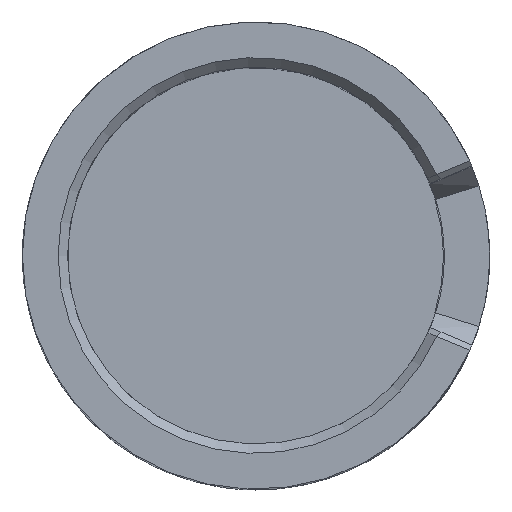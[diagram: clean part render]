
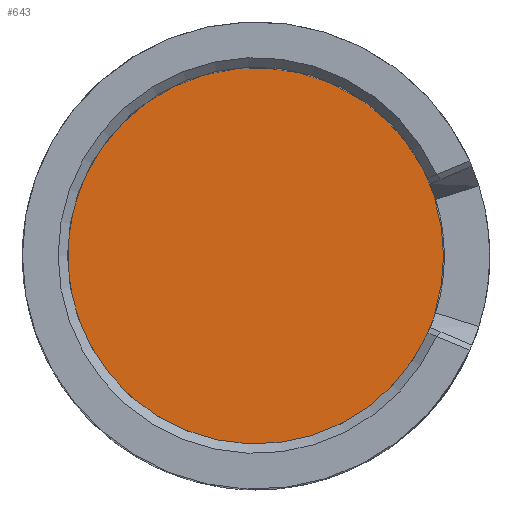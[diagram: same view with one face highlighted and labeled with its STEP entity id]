
A CAD part, top view. The second image highlights one B-rep face of the part: STEP entity #643.
In plain terms, the highlighted planar face has unit normal (0, 0, 1).
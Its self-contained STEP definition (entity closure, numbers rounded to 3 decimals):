
#270 = VERTEX_POINT('',#271);
#271 = CARTESIAN_POINT('',(9.537,3.007,17.4));
#282 = EDGE_CURVE('',#283,#270,#285,.T.);
#283 = VERTEX_POINT('',#284);
#284 = CARTESIAN_POINT('',(9.537,-3.007,17.4));
#285 = CIRCLE('',#286,10.);
#286 = AXIS2_PLACEMENT_3D('',#287,#288,#289);
#287 = CARTESIAN_POINT('',(0.,0.,17.4));
#288 = DIRECTION('',(0.,0.,-1.));
#289 = DIRECTION('',(1.,0.,0.));
#643 = ADVANCED_FACE('',(#644),#670,.F.);
#644 = FACE_BOUND('',#645,.F.);
#645 = EDGE_LOOP('',(#646,#654,#655,#663));
#646 = ORIENTED_EDGE('',*,*,#647,.F.);
#647 = EDGE_CURVE('',#283,#648,#650,.T.);
#648 = VERTEX_POINT('',#649);
#649 = CARTESIAN_POINT('',(9.489,-2.992,17.4));
#650 = LINE('',#651,#652);
#651 = CARTESIAN_POINT('',(11.921,-3.759,17.4));
#652 = VECTOR('',#653,1.);
#653 = DIRECTION('',(-0.954,0.301,0.)
  );
#654 = ORIENTED_EDGE('',*,*,#282,.T.);
#655 = ORIENTED_EDGE('',*,*,#656,.T.);
#656 = EDGE_CURVE('',#270,#657,#659,.T.);
#657 = VERTEX_POINT('',#658);
#658 = CARTESIAN_POINT('',(9.489,2.992,17.4));
#659 = LINE('',#660,#661);
#660 = CARTESIAN_POINT('',(11.921,3.759,17.4));
#661 = VECTOR('',#662,1.);
#662 = DIRECTION('',(-0.954,-0.301,0.)
  );
#663 = ORIENTED_EDGE('',*,*,#664,.F.);
#664 = EDGE_CURVE('',#648,#657,#665,.T.);
#665 = CIRCLE('',#666,9.95);
#666 = AXIS2_PLACEMENT_3D('',#667,#668,#669);
#667 = CARTESIAN_POINT('',(0.,0.,17.4));
#668 = DIRECTION('',(0.,0.,1.));
#669 = DIRECTION('',(-1.,0.,0.));
#670 = PLANE('',#671);
#671 = AXIS2_PLACEMENT_3D('',#672,#673,#674);
#672 = CARTESIAN_POINT('',(0.,0.,17.4));
#673 = DIRECTION('',(0.,0.,-1.));
#674 = DIRECTION('',(1.,0.,0.));
